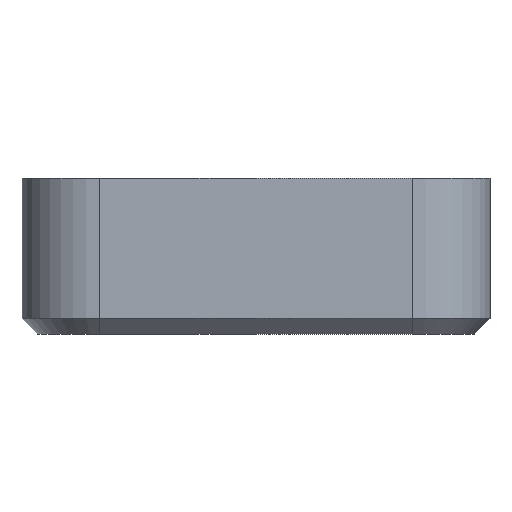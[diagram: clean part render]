
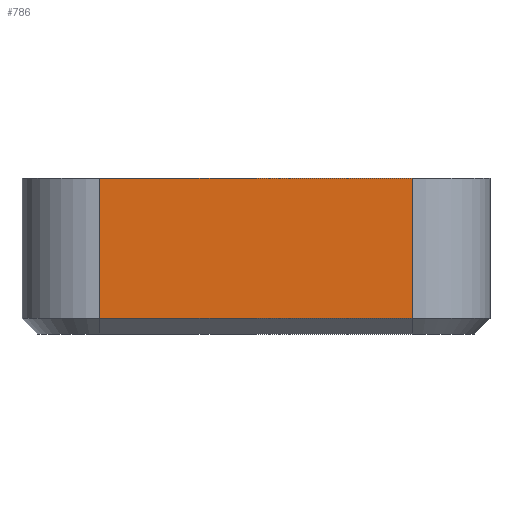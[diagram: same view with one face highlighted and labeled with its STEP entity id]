
A CAD part, left-side view. The second image highlights one B-rep face of the part: STEP entity #786.
In plain terms, the highlighted planar face has unit normal (-1, 0, 0).
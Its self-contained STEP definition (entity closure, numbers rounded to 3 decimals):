
#747=CARTESIAN_POINT('',(-25.,0.,-4.));
#748=DIRECTION('',(1.,0.,0.));
#749=DIRECTION('',(0.,0.,-1.));
#750=AXIS2_PLACEMENT_3D('',#747,#748,#749);
#751=PLANE('',#750);
#752=CARTESIAN_POINT('',(-25.,10.,6.));
#753=VERTEX_POINT('',#752);
#754=CARTESIAN_POINT('',(-25.,10.,-3.));
#755=VERTEX_POINT('',#754);
#756=CARTESIAN_POINT('',(-25.,10.,6.));
#757=DIRECTION('',(-0.,-0.,-1.));
#758=VECTOR('',#757,9.);
#759=LINE('',#756,#758);
#760=EDGE_CURVE('',#753,#755,#759,.T.);
#761=ORIENTED_EDGE('',*,*,#760,.T.);
#762=CARTESIAN_POINT('',(-25.,-10.,-3.));
#763=VERTEX_POINT('',#762);
#764=CARTESIAN_POINT('',(-25.,10.,-3.));
#765=DIRECTION('',(0.,-1.,0.));
#766=VECTOR('',#765,20.);
#767=LINE('',#764,#766);
#768=EDGE_CURVE('',#755,#763,#767,.T.);
#769=ORIENTED_EDGE('',*,*,#768,.T.);
#770=CARTESIAN_POINT('',(-25.,-10.,6.));
#771=VERTEX_POINT('',#770);
#772=CARTESIAN_POINT('',(-25.,-10.,-3.));
#773=DIRECTION('',(0.,0.,1.));
#774=VECTOR('',#773,9.);
#775=LINE('',#772,#774);
#776=EDGE_CURVE('',#763,#771,#775,.T.);
#777=ORIENTED_EDGE('',*,*,#776,.T.);
#778=CARTESIAN_POINT('',(-25.,-10.,6.));
#779=DIRECTION('',(0.,1.,0.));
#780=VECTOR('',#779,20.);
#781=LINE('',#778,#780);
#782=EDGE_CURVE('',#771,#753,#781,.T.);
#783=ORIENTED_EDGE('',*,*,#782,.T.);
#784=EDGE_LOOP('',(#761,#769,#777,#783));
#785=FACE_BOUND('',#784,.T.);
#786=ADVANCED_FACE('',(#785),#751,.F.);
